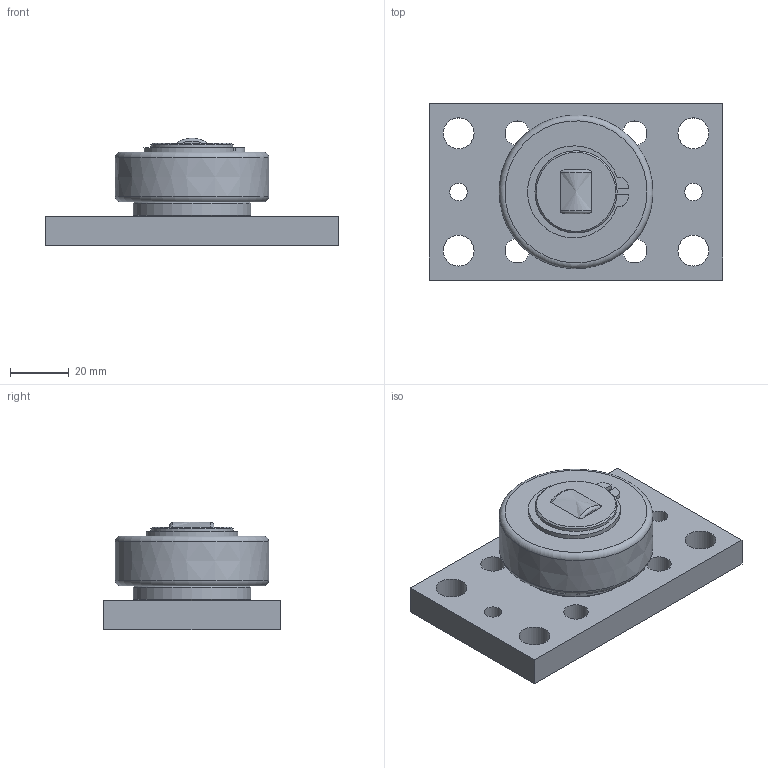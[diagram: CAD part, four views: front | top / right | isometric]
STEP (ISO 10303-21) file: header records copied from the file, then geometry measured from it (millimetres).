
FILE_DESCRIPTION(/* description */ (''),/* implementation_level */ '2;1');
FILE_NAME(/* name */ 'TR 050.0200 BR1100_Konturvereinfachung.stp',/* time_stamp */ '2016-01-21T10:29:08+01:00',/* author */ ('hipp'),/* organization */ (''),/* preprocessor_version */ 'ST-DEVELOPER v15.6',/* originating_system */ 'Autodesk Inventor 2015',/* authorisation */ '');
FILE_SCHEMA (('AUTOMOTIVE_DESIGN { 1 0 10303 214 3 1 1 }'));
Length unit declared in the file: centimetre
Products named in the file (1): TR 050.0200 BR1100_Konturvereinfachung
Bounding box: 100 x 60 x 36.75 mm (x, y, z)
Volume: 95551 mm3; surface area: 22892.3 mm2
Topology: 1 solids, 1 shells, 47 faces, 119 edges, 79 vertices
Faces by surface type: plane 20, cylinder 17, torus 4, cone 4, bspline 2
Full cylindrical faces by diameter (mm): 6 x2, 8.376 x4, 10.5 x4, 28 x1, 30 x1, 40 x1
Entity records: 1469 total; most frequent: CARTESIAN_POINT 297, DIRECTION 228, ORIENTED_EDGE 188, AXIS2_PLACEMENT_3D 95, EDGE_CURVE 94, EDGE_LOOP 91, VERTEX_POINT 73, CIRCLE 49
